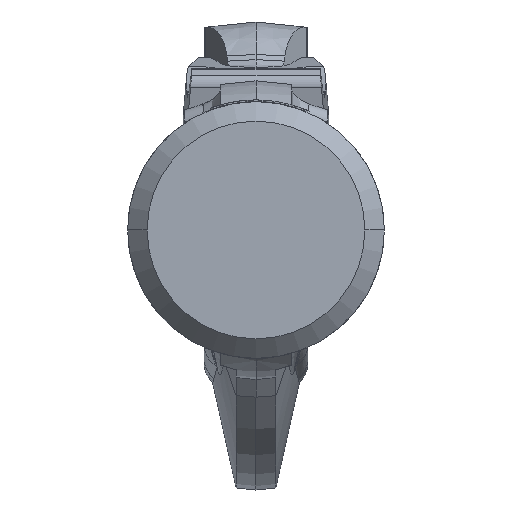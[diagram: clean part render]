
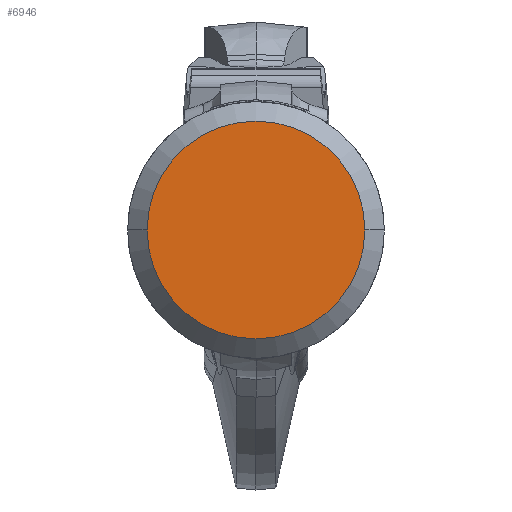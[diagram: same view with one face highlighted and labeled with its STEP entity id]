
A CAD part, front view. The second image highlights one B-rep face of the part: STEP entity #6946.
In plain terms, the highlighted planar face has unit normal (0, -1, 0).
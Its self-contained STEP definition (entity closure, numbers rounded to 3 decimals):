
#1738=CARTESIAN_POINT('',(0.,0.,0.));
#1739=DIRECTION('',(0.,-1.,0.));
#1740=DIRECTION('',(1.,0.,0.));
#1741=AXIS2_PLACEMENT_3D('',#1738,#1739,#1740);
#1743=CARTESIAN_POINT('',(0.,0.,0.));
#1744=DIRECTION('',(0.,-1.,0.));
#1745=DIRECTION('',(-1.,0.,0.));
#1746=AXIS2_PLACEMENT_3D('',#1743,#1744,#1745);
#4620=CARTESIAN_POINT('',(16.75,0.,0.));
#4622=VERTEX_POINT('',#4620);
#4623=CARTESIAN_POINT('',(-16.75,0.,0.));
#4625=VERTEX_POINT('',#4623);
#6937=CARTESIAN_POINT('',(0.,0.,0.));
#6938=DIRECTION('',(0.,1.,0.));
#6939=DIRECTION('',(-1.,0.,0.));
#6940=AXIS2_PLACEMENT_3D('',#6937,#6938,#6939);
#6941=PLANE('',#6940);
#6942=ORIENTED_EDGE('',*,*,#6931,.F.);
#6943=ORIENTED_EDGE('',*,*,#6917,.F.);
#6944=EDGE_LOOP('',(#6942,#6943));
#6945=FACE_OUTER_BOUND('',#6944,.F.);
#6946=ADVANCED_FACE('',(#6945),#6941,.F.);
#1742=CIRCLE('',#1741,16.75);
#1747=CIRCLE('',#1746,16.75);
#6917=EDGE_CURVE('',#4625,#4622,#1747,.T.);
#6931=EDGE_CURVE('',#4622,#4625,#1742,.T.);
